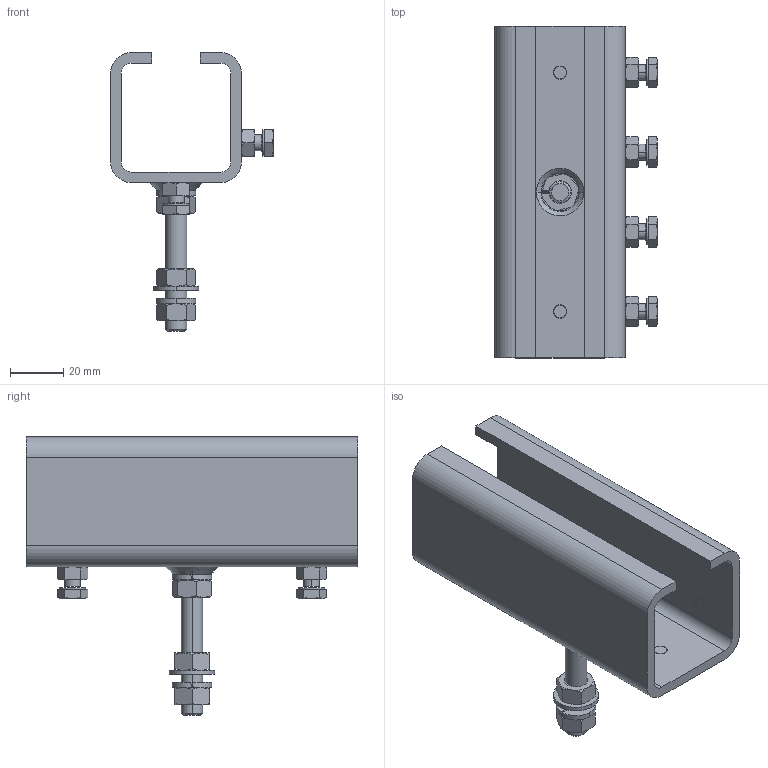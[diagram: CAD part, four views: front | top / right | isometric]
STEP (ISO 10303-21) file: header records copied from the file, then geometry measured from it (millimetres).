
FILE_DESCRIPTION (( 'STEP AP214' ), '1' );
FILE_NAME ('0020647.step', '2022-08-31T12:51:51', ( '' ), ( '' ), 'SwSTEP 2.0', 'SolidWorks 2020', '' );
FILE_SCHEMA (( 'AUTOMOTIVE_DESIGN' ));
Length unit declared in the file: inch
Products named in the file (1): 0020647
Bounding box: 61.3 x 125 x 105 mm (x, y, z)
Surface area: 47971.9 mm2 (no closed solid volume)
Topology: 0 solids, 24 shells, 384 faces, 983 edges, 637 vertices
Faces by surface type: plane 217, cone 109, cylinder 50, torus 8
Entity records: 14109 total; most frequent: CARTESIAN_POINT 5171, ORIENTED_EDGE 1810, DIRECTION 1729, EDGE_CURVE 983, VERTEX_POINT 637, AXIS2_PLACEMENT_3D 623, VECTOR 483, LINE 483
